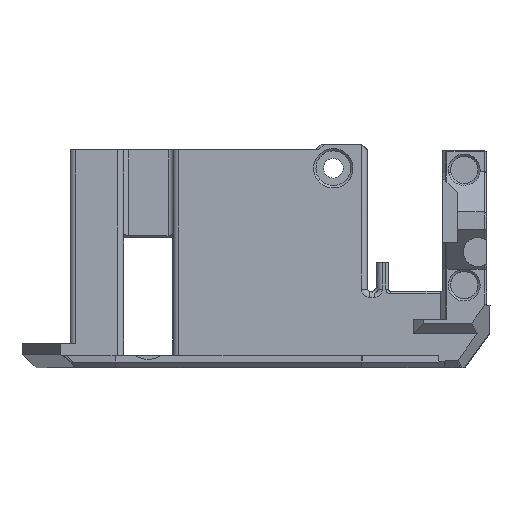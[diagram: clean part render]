
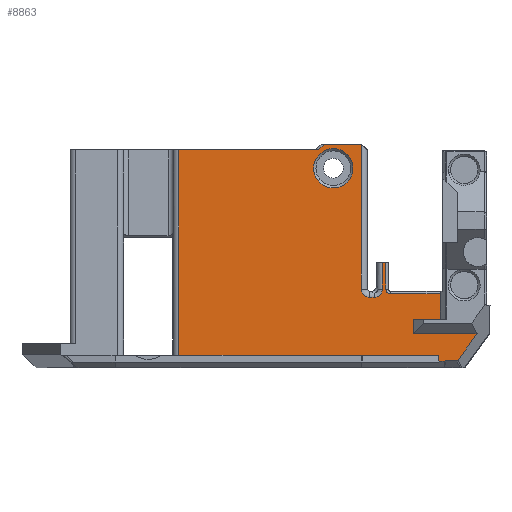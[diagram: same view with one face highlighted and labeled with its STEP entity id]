
A CAD part, left-side view. The second image highlights one B-rep face of the part: STEP entity #8863.
In plain terms, the highlighted planar face has unit normal (-1, 0, 0).
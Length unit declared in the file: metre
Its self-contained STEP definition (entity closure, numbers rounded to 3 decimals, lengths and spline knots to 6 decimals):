
#227=ELLIPSE('',#9610,0.000602,0.0004);
#230=ELLIPSE('',#9615,0.000567,0.0004);
#597=LINE('',#12378,#1414);
#607=LINE('',#12420,#1424);
#630=LINE('',#12519,#1447);
#632=LINE('',#12535,#1449);
#643=LINE('',#12573,#1460);
#650=LINE('',#12589,#1467);
#654=LINE('',#12600,#1471);
#656=LINE('',#12611,#1473);
#706=LINE('',#12904,#1523);
#924=LINE('',#15172,#1741);
#930=LINE('',#15182,#1747);
#1018=LINE('',#15485,#1835);
#1065=LINE('',#15906,#1882);
#1115=LINE('',#16326,#1932);
#1167=LINE('',#16514,#1984);
#1173=LINE('',#16527,#1990);
#1236=LINE('',#16689,#2053);
#1242=LINE('',#16705,#2059);
#1261=LINE('',#16774,#2078);
#1414=VECTOR('',#9896,1.);
#1424=VECTOR('',#9940,1.);
#1447=VECTOR('',#10011,1.);
#1449=VECTOR('',#10019,1.);
#1460=VECTOR('',#10054,1.);
#1467=VECTOR('',#10067,1.);
#1471=VECTOR('',#10075,1.);
#1473=VECTOR('',#10085,1.);
#1523=VECTOR('',#10221,1.);
#1741=VECTOR('',#10919,1.);
#1747=VECTOR('',#10929,1.);
#1835=VECTOR('',#11137,1.);
#1882=VECTOR('',#11292,1.);
#1932=VECTOR('',#11442,1.);
#1984=VECTOR('',#11630,1.);
#1990=VECTOR('',#11640,1.);
#2053=VECTOR('',#11781,1.);
#2059=VECTOR('',#11795,1.);
#2078=VECTOR('',#11886,1.);
#4364=ORIENTED_EDGE('',*,*,#4879,.F.);
#4365=ORIENTED_EDGE('',*,*,#5977,.F.);
#4366=ORIENTED_EDGE('',*,*,#5851,.T.);
#4367=ORIENTED_EDGE('',*,*,#5942,.F.);
#4368=ORIENTED_EDGE('',*,*,#5940,.F.);
#4369=ORIENTED_EDGE('',*,*,#5935,.F.);
#4370=ORIENTED_EDGE('',*,*,#5932,.F.);
#4371=ORIENTED_EDGE('',*,*,#5449,.F.);
#4372=ORIENTED_EDGE('',*,*,#4970,.F.);
#4373=ORIENTED_EDGE('',*,*,#5455,.F.);
#4374=ORIENTED_EDGE('',*,*,#5058,.F.);
#4375=ORIENTED_EDGE('',*,*,#4975,.F.);
#4376=ORIENTED_EDGE('',*,*,#5057,.F.);
#4377=ORIENTED_EDGE('',*,*,#4939,.F.);
#4378=ORIENTED_EDGE('',*,*,#4962,.T.);
#4379=ORIENTED_EDGE('',*,*,#4944,.F.);
#4380=ORIENTED_EDGE('',*,*,#5056,.F.);
#4381=ORIENTED_EDGE('',*,*,#4980,.F.);
#4382=ORIENTED_EDGE('',*,*,#4983,.F.);
#4383=ORIENTED_EDGE('',*,*,#4899,.F.);
#4384=ORIENTED_EDGE('',*,*,#4880,.F.);
#4385=ORIENTED_EDGE('',*,*,#5572,.F.);
#4386=ORIENTED_EDGE('',*,*,#5663,.T.);
#4387=ORIENTED_EDGE('',*,*,#5752,.F.);
#4388=ORIENTED_EDGE('',*,*,#5845,.F.);
#4879=EDGE_CURVE('',#6171,#6171,#6955,.T.);
#4880=EDGE_CURVE('',#6172,#6173,#597,.T.);
#4899=EDGE_CURVE('',#6173,#6187,#607,.T.);
#4939=EDGE_CURVE('',#6215,#6216,#630,.T.);
#4944=EDGE_CURVE('',#6220,#6221,#632,.T.);
#4962=EDGE_CURVE('',#6215,#6221,#643,.T.);
#4970=EDGE_CURVE('',#6238,#6239,#650,.T.);
#4975=EDGE_CURVE('',#6242,#6243,#654,.T.);
#4980=EDGE_CURVE('',#6247,#6248,#656,.T.);
#4983=EDGE_CURVE('',#6187,#6247,#6983,.T.);
#5056=EDGE_CURVE('',#6248,#6220,#6997,.T.);
#5057=EDGE_CURVE('',#6216,#6242,#6998,.T.);
#5058=EDGE_CURVE('',#6243,#6301,#706,.T.);
#5449=EDGE_CURVE('',#6239,#6539,#924,.T.);
#5455=EDGE_CURVE('',#6301,#6238,#930,.T.);
#5572=EDGE_CURVE('',#6614,#6172,#1018,.T.);
#5663=EDGE_CURVE('',#6614,#6667,#1065,.T.);
#5752=EDGE_CURVE('',#6723,#6667,#1115,.T.);
#5845=EDGE_CURVE('',#6787,#6723,#1167,.T.);
#5851=EDGE_CURVE('',#6793,#6792,#1173,.T.);
#5932=EDGE_CURVE('',#6539,#6853,#1236,.T.);
#5935=EDGE_CURVE('',#6853,#6855,#227,.T.);
#5940=EDGE_CURVE('',#6855,#6858,#1242,.T.);
#5942=EDGE_CURVE('',#6858,#6792,#230,.T.);
#5977=EDGE_CURVE('',#6793,#6787,#1261,.T.);
#6171=VERTEX_POINT('',#12376);
#6172=VERTEX_POINT('',#12379);
#6173=VERTEX_POINT('',#12380);
#6187=VERTEX_POINT('',#12421);
#6215=VERTEX_POINT('',#12518);
#6216=VERTEX_POINT('',#12520);
#6220=VERTEX_POINT('',#12534);
#6221=VERTEX_POINT('',#12536);
#6238=VERTEX_POINT('',#12590);
#6239=VERTEX_POINT('',#12591);
#6242=VERTEX_POINT('',#12599);
#6243=VERTEX_POINT('',#12601);
#6247=VERTEX_POINT('',#12610);
#6248=VERTEX_POINT('',#12612);
#6301=VERTEX_POINT('',#12905);
#6539=VERTEX_POINT('',#15173);
#6614=VERTEX_POINT('',#15484);
#6667=VERTEX_POINT('',#15905);
#6723=VERTEX_POINT('',#16325);
#6787=VERTEX_POINT('',#16513);
#6792=VERTEX_POINT('',#16526);
#6793=VERTEX_POINT('',#16528);
#6853=VERTEX_POINT('',#16690);
#6855=VERTEX_POINT('',#16696);
#6858=VERTEX_POINT('',#16703);
#6955=CIRCLE('',#8984,0.0034);
#6983=CIRCLE('',#9053,0.0014);
#6997=CIRCLE('',#9090,0.0014);
#6998=CIRCLE('',#9092,0.0008);
#7565=EDGE_LOOP('',(#4364));
#7566=EDGE_LOOP('',(#4365,#4366,#4367,#4368,#4369,#4370,#4371,#4372,#4373,
#4374,#4375,#4376,#4377,#4378,#4379,#4380,#4381,#4382,#4383,#4384,#4385,
#4386,#4387,#4388));
#8093=FACE_BOUND('',#7565,.T.);
#8094=FACE_BOUND('',#7566,.T.);
#8394=PLANE('',#9653);
#8863=ADVANCED_FACE('',(#8093,#8094),#8394,.T.);
#8984=AXIS2_PLACEMENT_3D('',#12375,#9892,#9893);
#9053=AXIS2_PLACEMENT_3D('',#12622,#10090,#10091);
#9090=AXIS2_PLACEMENT_3D('',#12900,#10213,#10214);
#9092=AXIS2_PLACEMENT_3D('',#12902,#10217,#10218);
#9610=AXIS2_PLACEMENT_3D('',#16695,#11786,#11787);
#9615=AXIS2_PLACEMENT_3D('',#16708,#11800,#11801);
#9653=AXIS2_PLACEMENT_3D('',#16784,#11899,#11900);
#9892=DIRECTION('',(-1.,0.,0.));
#9893=DIRECTION('',(0.,-1.,0.));
#9896=DIRECTION('',(0.,-1.,0.));
#9940=DIRECTION('',(0.,0.,-1.));
#10011=DIRECTION('',(0.,0.,-1.));
#10019=DIRECTION('',(0.,0.,1.));
#10054=DIRECTION('',(0.,1.,0.));
#10067=DIRECTION('',(0.,0.,-1.));
#10075=DIRECTION('',(0.,-1.,0.));
#10085=DIRECTION('',(0.,-1.,0.));
#10090=DIRECTION('',(-1.,0.,0.));
#10091=DIRECTION('',(0.,1.,0.));
#10213=DIRECTION('',(-1.,0.,0.));
#10214=DIRECTION('',(0.,1.,0.));
#10217=DIRECTION('',(-1.,0.,0.));
#10218=DIRECTION('',(0.,-1.,0.));
#10221=DIRECTION('',(0.,0.,-1.));
#10919=DIRECTION('',(0.,-1.,0.));
#10929=DIRECTION('',(0.,1.,0.));
#11137=DIRECTION('',(0.,-0.707,0.707));
#11292=DIRECTION('',(0.,1.,0.));
#11442=DIRECTION('',(0.,0.,1.));
#11630=DIRECTION('',(0.,1.,0.));
#11640=DIRECTION('',(0.,-0.984,0.176));
#11781=DIRECTION('',(0.,0.581,-0.814));
#11786=DIRECTION('',(1.,0.,0.));
#11787=DIRECTION('',(0.,0.458,0.889));
#11795=DIRECTION('',(0.,1.,0.));
#11800=DIRECTION('',(-1.,0.,0.));
#11801=DIRECTION('',(0.,0.09,-0.996));
#11886=DIRECTION('',(0.,0.,1.));
#11899=DIRECTION('',(-1.,0.,0.));
#11900=DIRECTION('',(0.,-1.,0.));
#12375=CARTESIAN_POINT('',(-0.246684,0.18142,0.034464));
#12376=CARTESIAN_POINT('',(-0.246684,0.17802,0.034464));
#12378=CARTESIAN_POINT('',(-0.246684,0.18867,0.03863));
#12379=CARTESIAN_POINT('',(-0.246684,0.182963,0.03863));
#12380=CARTESIAN_POINT('',(-0.246684,0.176554,0.03863));
#12420=CARTESIAN_POINT('',(-0.246684,0.176554,0.014308));
#12421=CARTESIAN_POINT('',(-0.246684,0.176554,0.0136));
#12518=CARTESIAN_POINT('',(-0.246684,0.172346,0.0182));
#12519=CARTESIAN_POINT('',(-0.246684,0.172346,0.0082));
#12520=CARTESIAN_POINT('',(-0.246684,0.172346,0.0136));
#12534=CARTESIAN_POINT('',(-0.246684,0.172946,0.0136));
#12535=CARTESIAN_POINT('',(-0.246684,0.172946,0.0052));
#12536=CARTESIAN_POINT('',(-0.246684,0.172946,0.0182));
#12573=CARTESIAN_POINT('',(-0.246684,0.209879,0.0182));
#12589=CARTESIAN_POINT('',(-0.246684,0.167621,0.0045));
#12590=CARTESIAN_POINT('',(-0.246684,0.167621,0.0084));
#12591=CARTESIAN_POINT('',(-0.246684,0.167621,0.0059));
#12599=CARTESIAN_POINT('',(-0.246684,0.171546,0.0128));
#12600=CARTESIAN_POINT('',(-0.246684,0.187188,0.0128));
#12601=CARTESIAN_POINT('',(-0.246684,0.162965,0.0128));
#12610=CARTESIAN_POINT('',(-0.246684,0.175154,0.0122));
#12611=CARTESIAN_POINT('',(-0.246684,0.187188,0.0122));
#12612=CARTESIAN_POINT('',(-0.246684,0.174346,0.0122));
#12622=CARTESIAN_POINT('',(-0.246684,0.175154,0.0136));
#12900=CARTESIAN_POINT('',(-0.246684,0.174346,0.0136));
#12902=CARTESIAN_POINT('',(-0.246684,0.171546,0.0136));
#12904=CARTESIAN_POINT('',(-0.246684,0.162965,0.019315));
#12905=CARTESIAN_POINT('',(-0.246684,0.162965,0.0084));
#15172=CARTESIAN_POINT('',(-0.246684,0.161641,0.0059));
#15173=CARTESIAN_POINT('',(-0.246684,0.156605,0.0059));
#15182=CARTESIAN_POINT('',(-0.246684,0.167721,0.0084));
#15484=CARTESIAN_POINT('',(-0.246684,0.183965,0.03763));
#15485=CARTESIAN_POINT('',(-0.246684,0.198941,0.022652));
#15905=CARTESIAN_POINT('',(-0.246684,0.208129,0.03763));
#15906=CARTESIAN_POINT('',(-0.246684,0.209879,0.03763));
#16325=CARTESIAN_POINT('',(-0.246684,0.208129,0.0022));
#16326=CARTESIAN_POINT('',(-0.246684,0.208129,0.020415));
#16513=CARTESIAN_POINT('',(-0.246684,0.16318,0.0022));
#16514=CARTESIAN_POINT('',(-0.246684,0.19717,0.0022));
#16526=CARTESIAN_POINT('',(-0.246684,0.162126,0.001195));
#16527=CARTESIAN_POINT('',(-0.246684,0.208044,-0.007036));
#16528=CARTESIAN_POINT('',(-0.246684,0.16318,0.001006));
#16689=CARTESIAN_POINT('',(-0.246684,0.159573,0.001745));
#16690=CARTESIAN_POINT('',(-0.246684,0.159878,0.001318));
#16695=CARTESIAN_POINT('',(-0.246684,0.160253,0.001766));
#16696=CARTESIAN_POINT('',(-0.246684,0.160108,0.0012));
#16703=CARTESIAN_POINT('',(-0.246684,0.162075,0.0012));
#16705=CARTESIAN_POINT('',(-0.246684,0.200768,0.0012));
#16708=CARTESIAN_POINT('',(-0.246684,0.162101,0.000634));
#16774=CARTESIAN_POINT('',(-0.246684,0.16318,0.0024));
#16784=CARTESIAN_POINT('',(-0.246684,0.209879,0.0032));
